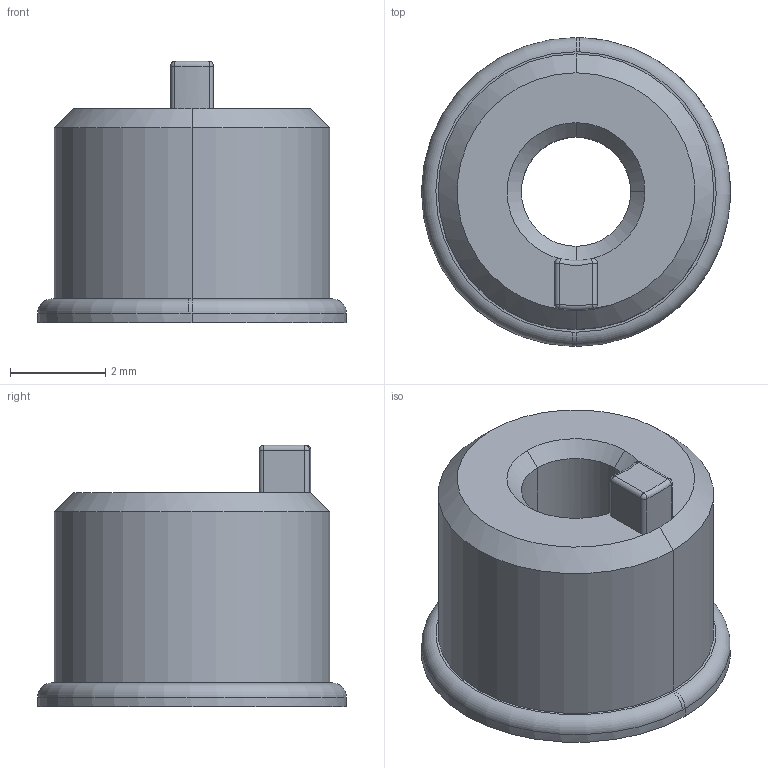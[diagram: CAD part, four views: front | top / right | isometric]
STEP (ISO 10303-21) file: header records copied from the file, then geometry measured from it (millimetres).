
FILE_DESCRIPTION (( 'STEP AP203' ), '1' );
FILE_NAME ('PRT0002_默认_sldprt.STEP', '2023-11-30T22:28:31', ( '' ), ( '' ), 'SwSTEP 2.0', 'SolidWorks 2023', '' );
FILE_SCHEMA (( 'CONFIG_CONTROL_DESIGN' ));
Length unit declared in the file: millimetre
Products named in the file (1): PRT0002_默认_sldprt
Bounding box: 6.5 x 6.5 x 5.5 mm (x, y, z)
Volume: 102.4 mm3; surface area: 169 mm2
Topology: 1 solids, 1 shells, 36 faces, 84 edges, 47 vertices
Faces by surface type: cylinder 15, torus 6, plane 6, cone 5, sphere 4
Entity records: 1141 total; most frequent: CARTESIAN_POINT 251, DIRECTION 188, ORIENTED_EDGE 160, AXIS2_PLACEMENT_3D 81, EDGE_CURVE 80, VERTEX_POINT 46, CIRCLE 44, EDGE_LOOP 38
